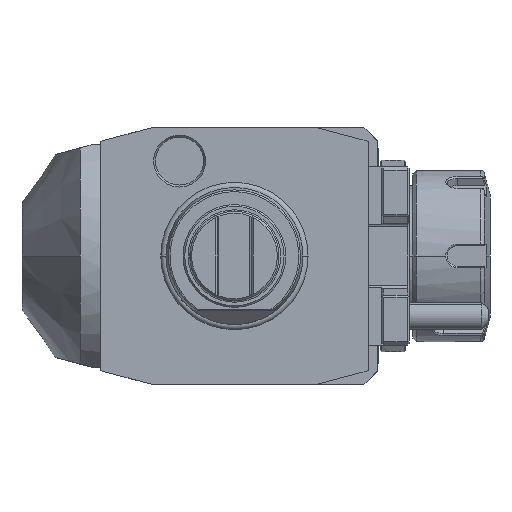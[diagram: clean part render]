
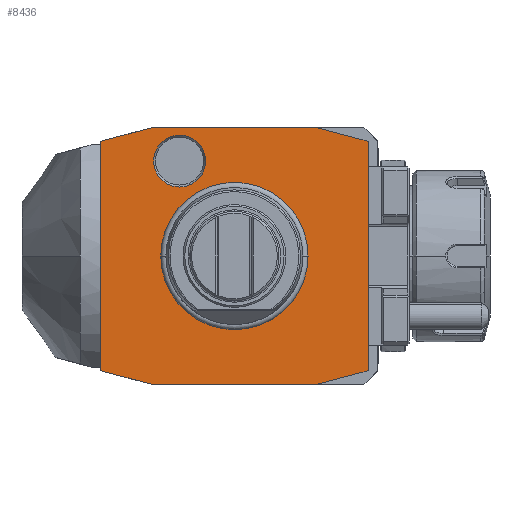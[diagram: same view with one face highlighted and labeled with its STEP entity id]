
A CAD part, front view. The second image highlights one B-rep face of the part: STEP entity #8436.
In plain terms, the highlighted planar face has unit normal (0, -1, 0).
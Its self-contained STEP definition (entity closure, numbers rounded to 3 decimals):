
#1=DIRECTION('',(0.966,0.,-0.259));
#2=VECTOR('',#1,15.529);
#3=CARTESIAN_POINT('',(-39.,0.,-33.481));
#4=LINE('',#3,#2);
#5=DIRECTION('',(0.,0.,-1.));
#6=VECTOR('',#5,66.962);
#7=CARTESIAN_POINT('',(-39.,0.,33.481));
#8=LINE('',#7,#6);
#9=DIRECTION('',(-0.966,0.,-0.259));
#10=VECTOR('',#9,15.529);
#11=CARTESIAN_POINT('',(-24.,0.,37.5));
#12=LINE('',#11,#10);
#13=DIRECTION('',(-1.,0.,0.));
#14=VECTOR('',#13,48.);
#15=CARTESIAN_POINT('',(24.,0.,37.5));
#16=LINE('',#15,#14);
#17=DIRECTION('',(-0.966,0.,0.259));
#18=VECTOR('',#17,15.529);
#19=CARTESIAN_POINT('',(39.,0.,33.481));
#20=LINE('',#19,#18);
#21=DIRECTION('',(0.,0.,1.));
#22=VECTOR('',#21,66.962);
#23=CARTESIAN_POINT('',(39.,0.,-33.481));
#24=LINE('',#23,#22);
#25=DIRECTION('',(0.966,0.,0.259));
#26=VECTOR('',#25,15.529);
#27=CARTESIAN_POINT('',(24.,0.,-37.5));
#28=LINE('',#27,#26);
#29=DIRECTION('',(1.,0.,0.));
#30=VECTOR('',#29,48.);
#31=CARTESIAN_POINT('',(-24.,0.,-37.5));
#32=LINE('',#31,#30);
#33=CARTESIAN_POINT('',(-16.,0.,27.713));
#34=DIRECTION('',(0.,1.,0.));
#35=DIRECTION('',(1.,0.,0.));
#36=AXIS2_PLACEMENT_3D('',#33,#34,#35);
#38=CARTESIAN_POINT('',(-16.,0.,27.713));
#39=DIRECTION('',(0.,1.,0.));
#40=DIRECTION('',(-1.,0.,0.));
#41=AXIS2_PLACEMENT_3D('',#38,#39,#40);
#5453=CARTESIAN_POINT('',(0.,0.,0.));
#5454=DIRECTION('',(0.,-1.,0.));
#5455=DIRECTION('',(1.,0.,0.));
#5456=AXIS2_PLACEMENT_3D('',#5453,#5454,#5455);
#5458=CARTESIAN_POINT('',(0.,0.,0.));
#5459=DIRECTION('',(0.,-1.,0.));
#5460=DIRECTION('',(-1.,0.,0.));
#5461=AXIS2_PLACEMENT_3D('',#5458,#5459,#5460);
#7536=CARTESIAN_POINT('',(-8.423,0.,
27.713));
#7537=CARTESIAN_POINT('',(-23.577,0.,
27.713));
#7538=VERTEX_POINT('',#7536);
#7539=VERTEX_POINT('',#7537);
#8239=CARTESIAN_POINT('',(-39.,0.,-33.481));
#8240=CARTESIAN_POINT('',(-24.,0.,-37.5));
#8241=VERTEX_POINT('',#8239);
#8242=VERTEX_POINT('',#8240);
#8243=CARTESIAN_POINT('',(24.,0.,-37.5));
#8244=VERTEX_POINT('',#8243);
#8245=CARTESIAN_POINT('',(39.,0.,-33.481));
#8246=VERTEX_POINT('',#8245);
#8247=CARTESIAN_POINT('',(39.,0.,33.481));
#8248=VERTEX_POINT('',#8247);
#8249=CARTESIAN_POINT('',(24.,0.,37.5));
#8250=VERTEX_POINT('',#8249);
#8251=CARTESIAN_POINT('',(-24.,0.,37.5));
#8252=VERTEX_POINT('',#8251);
#8253=CARTESIAN_POINT('',(-39.,0.,33.481));
#8254=VERTEX_POINT('',#8253);
#8267=CARTESIAN_POINT('',(21.137,0.,0.));
#8268=CARTESIAN_POINT('',(-21.137,0.,0.));
#8269=VERTEX_POINT('',#8267);
#8270=VERTEX_POINT('',#8268);
#8401=CARTESIAN_POINT('',(0.,0.,0.));
#8402=DIRECTION('',(0.,-1.,0.));
#8403=DIRECTION('',(-1.,0.,0.));
#8404=AXIS2_PLACEMENT_3D('',#8401,#8402,#8403);
#8405=PLANE('',#8404);
#8407=ORIENTED_EDGE('',*,*,#8406,.F.);
#8409=ORIENTED_EDGE('',*,*,#8408,.F.);
#8411=ORIENTED_EDGE('',*,*,#8410,.F.);
#8413=ORIENTED_EDGE('',*,*,#8412,.F.);
#8415=ORIENTED_EDGE('',*,*,#8414,.F.);
#8417=ORIENTED_EDGE('',*,*,#8416,.F.);
#8419=ORIENTED_EDGE('',*,*,#8418,.F.);
#8421=ORIENTED_EDGE('',*,*,#8420,.F.);
#8422=EDGE_LOOP('',(#8407,#8409,#8411,#8413,#8415,#8417,#8419,#8421));
#8423=FACE_OUTER_BOUND('',#8422,.F.);
#8425=ORIENTED_EDGE('',*,*,#8424,.T.);
#8427=ORIENTED_EDGE('',*,*,#8426,.T.);
#8428=EDGE_LOOP('',(#8425,#8427));
#8429=FACE_BOUND('',#8428,.F.);
#8431=ORIENTED_EDGE('',*,*,#8430,.F.);
#8433=ORIENTED_EDGE('',*,*,#8432,.F.);
#8434=EDGE_LOOP('',(#8431,#8433));
#8435=FACE_BOUND('',#8434,.F.);
#37=CIRCLE('',#36,7.577);
#42=CIRCLE('',#41,7.577);
#5457=CIRCLE('',#5456,21.137);
#5462=CIRCLE('',#5461,21.137);
#8406=EDGE_CURVE('',#8241,#8242,#4,.T.);
#8408=EDGE_CURVE('',#8254,#8241,#8,.T.);
#8410=EDGE_CURVE('',#8252,#8254,#12,.T.);
#8412=EDGE_CURVE('',#8250,#8252,#16,.T.);
#8414=EDGE_CURVE('',#8248,#8250,#20,.T.);
#8416=EDGE_CURVE('',#8246,#8248,#24,.T.);
#8418=EDGE_CURVE('',#8244,#8246,#28,.T.);
#8420=EDGE_CURVE('',#8242,#8244,#32,.T.);
#8424=EDGE_CURVE('',#8269,#8270,#5457,.T.);
#8426=EDGE_CURVE('',#8270,#8269,#5462,.T.);
#8430=EDGE_CURVE('',#7538,#7539,#37,.T.);
#8432=EDGE_CURVE('',#7539,#7538,#42,.T.);
#8436=ADVANCED_FACE('',(#8423,#8429,#8435),#8405,.T.);
